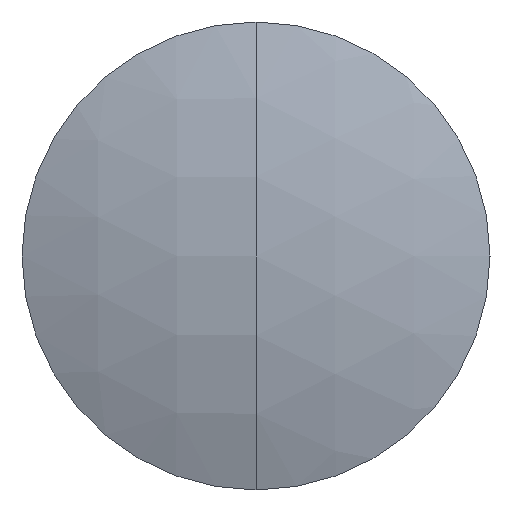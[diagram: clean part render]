
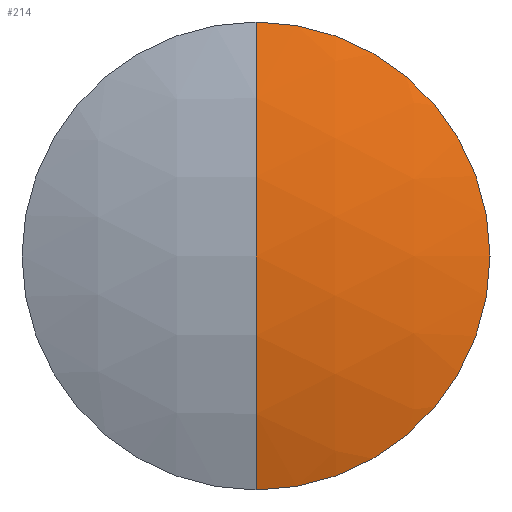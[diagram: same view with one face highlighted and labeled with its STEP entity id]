
A CAD part, left-side view. The second image highlights one B-rep face of the part: STEP entity #214.
In plain terms, the highlighted spherical face has radius 36.9 mm.
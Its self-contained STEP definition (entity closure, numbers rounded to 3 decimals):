
#17 = DIRECTION ( 'NONE',  ( 0., 0., -1. ) ) ;
#27 = DIRECTION ( 'NONE',  ( 0., 0., 1. ) ) ;
#35 = AXIS2_PLACEMENT_3D ( 'NONE', #78, #107, #158 ) ;
#51 = DIRECTION ( 'NONE',  ( 0., -1., 0. ) ) ;
#52 = DIRECTION ( 'NONE',  ( -1., 0., 0. ) ) ;
#60 = AXIS2_PLACEMENT_3D ( 'NONE', #228, #52, #204 ) ;
#78 = CARTESIAN_POINT ( 'NONE',  ( 85.227, 0., 0. ) ) ;
#82 = ORIENTED_EDGE ( 'NONE', *, *, #116, .F. ) ;
#88 = EDGE_LOOP ( 'NONE', ( #210, #240, #82 ) ) ;
#96 = CARTESIAN_POINT ( 'NONE',  ( 50.582, 0., 12.7 ) ) ;
#107 = DIRECTION ( 'NONE',  ( 0., -1., 0. ) ) ;
#109 = EDGE_CURVE ( 'NONE', #345, #112, #264, .T. ) ;
#112 = VERTEX_POINT ( 'NONE', #258 ) ;
#116 = EDGE_CURVE ( 'NONE', #212, #112, #144, .T. ) ;
#129 = CARTESIAN_POINT ( 'NONE',  ( 50.582, 0., -12.7 ) ) ;
#144 = CIRCLE ( 'NONE', #317, 36.9 ) ;
#150 = AXIS2_PLACEMENT_3D ( 'NONE', #203, #51, #17 ) ;
#158 = DIRECTION ( 'NONE',  ( 0., 0., -1. ) ) ;
#178 = EDGE_CURVE ( 'NONE', #212, #345, #289, .T. ) ;
#203 = CARTESIAN_POINT ( 'NONE',  ( 85.227, 0., 0. ) ) ;
#204 = DIRECTION ( 'NONE',  ( 0., 0., 1. ) ) ;
#210 = ORIENTED_EDGE ( 'NONE', *, *, #178, .T. ) ;
#212 = VERTEX_POINT ( 'NONE', #129 ) ;
#214 = ADVANCED_FACE ( 'NONE', ( #288 ), #239, .T. ) ;
#228 = CARTESIAN_POINT ( 'NONE',  ( 50.582, 0., 0. ) ) ;
#235 = CARTESIAN_POINT ( 'NONE',  ( 85.227, 0., 0. ) ) ;
#239 = SPHERICAL_SURFACE ( 'NONE', #150, 36.9 ) ;
#240 = ORIENTED_EDGE ( 'NONE', *, *, #109, .T. ) ;
#258 = CARTESIAN_POINT ( 'NONE',  ( 48.327, 0., 0. ) ) ;
#261 = DIRECTION ( 'NONE',  ( 0., 1., 0. ) ) ;
#264 = CIRCLE ( 'NONE', #35, 36.9 ) ;
#288 = FACE_OUTER_BOUND ( 'NONE', #88, .T. ) ;
#289 = CIRCLE ( 'NONE', #60, 12.7 ) ;
#317 = AXIS2_PLACEMENT_3D ( 'NONE', #235, #261, #27 ) ;
#345 = VERTEX_POINT ( 'NONE', #96 ) ;
